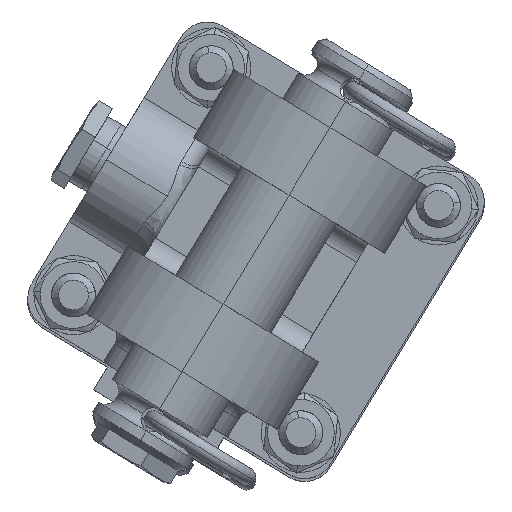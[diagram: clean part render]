
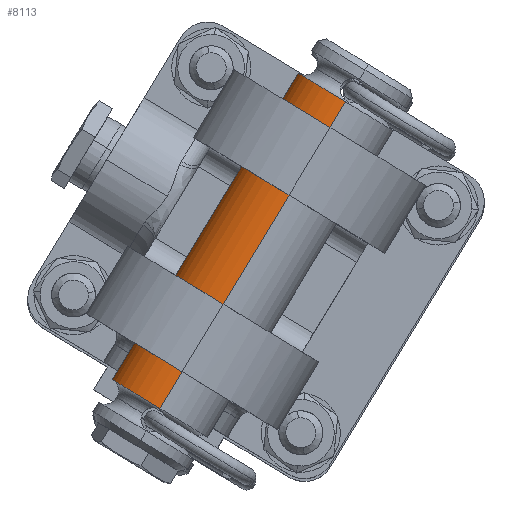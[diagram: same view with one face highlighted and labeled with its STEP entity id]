
A CAD part, top view. The second image highlights one B-rep face of the part: STEP entity #8113.
In plain terms, the highlighted cylindrical face has radius 12.65 mm (diameter 25.3 mm), a partial arc.
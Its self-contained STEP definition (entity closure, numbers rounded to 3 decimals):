
#295 = CIRCLE ( 'NONE', #6406, 12.65 ) ;
#574 = FACE_OUTER_BOUND ( 'NONE', #14743, .T. ) ;
#949 = DIRECTION ( 'NONE',  ( 1., 0., 0. ) ) ;
#1686 = CARTESIAN_POINT ( 'NONE',  ( 91.6, -12.65, 0. ) ) ;
#2693 = ORIENTED_EDGE ( 'NONE', *, *, #10653, .T. ) ;
#3195 = DIRECTION ( 'NONE',  ( 1., 0., 0. ) ) ;
#3344 = CARTESIAN_POINT ( 'NONE',  ( 10., 0., 0. ) ) ;
#3416 = CARTESIAN_POINT ( 'NONE',  ( 10., -12.65, 0. ) ) ;
#3479 = VECTOR ( 'NONE', #5572, 1000. ) ;
#3978 = LINE ( 'NONE', #14947, #14236 ) ;
#4003 = EDGE_CURVE ( 'NONE', #8165, #12117, #295, .T. ) ;
#4323 = CARTESIAN_POINT ( 'NONE',  ( 91.6, 12.65, 0. ) ) ;
#4537 = EDGE_CURVE ( 'NONE', #8165, #9975, #3978, .T. ) ;
#4812 = CARTESIAN_POINT ( 'NONE',  ( 91.6, 0., 0. ) ) ;
#5015 = ORIENTED_EDGE ( 'NONE', *, *, #4537, .F. ) ;
#5075 = VERTEX_POINT ( 'NONE', #4323 ) ;
#5269 = AXIS2_PLACEMENT_3D ( 'NONE', #5721, #949, #10380 ) ;
#5292 = EDGE_CURVE ( 'NONE', #9975, #5075, #11632, .T. ) ;
#5572 = DIRECTION ( 'NONE',  ( 1., 0., 0. ) ) ;
#5721 = CARTESIAN_POINT ( 'NONE',  ( 10., 0., 0. ) ) ;
#5767 = ORIENTED_EDGE ( 'NONE', *, *, #5292, .F. ) ;
#6030 = AXIS2_PLACEMENT_3D ( 'NONE', #4812, #10657, #11729 ) ;
#6406 = AXIS2_PLACEMENT_3D ( 'NONE', #3344, #3195, #12572 ) ;
#6630 = DIRECTION ( 'NONE',  ( 1., 0., 0. ) ) ;
#6787 = LINE ( 'NONE', #8976, #3479 ) ;
#8113 = ADVANCED_FACE ( 'NONE', ( #574 ), #10307, .T. ) ;
#8165 = VERTEX_POINT ( 'NONE', #3416 ) ;
#8976 = CARTESIAN_POINT ( 'NONE',  ( 10., 12.65, 0. ) ) ;
#9975 = VERTEX_POINT ( 'NONE', #1686 ) ;
#10307 = CYLINDRICAL_SURFACE ( 'NONE', #5269, 12.65 ) ;
#10380 = DIRECTION ( 'NONE',  ( 0., 1., 0. ) ) ;
#10653 = EDGE_CURVE ( 'NONE', #12117, #5075, #6787, .T. ) ;
#10657 = DIRECTION ( 'NONE',  ( 1., 0., 0. ) ) ;
#10850 = CARTESIAN_POINT ( 'NONE',  ( 10., 12.65, 0. ) ) ;
#11632 = CIRCLE ( 'NONE', #6030, 12.65 ) ;
#11729 = DIRECTION ( 'NONE',  ( 0., 1., 0. ) ) ;
#12117 = VERTEX_POINT ( 'NONE', #10850 ) ;
#12572 = DIRECTION ( 'NONE',  ( 0., 1., 0. ) ) ;
#14236 = VECTOR ( 'NONE', #6630, 1000. ) ;
#14743 = EDGE_LOOP ( 'NONE', ( #5015, #15168, #2693, #5767 ) ) ;
#14947 = CARTESIAN_POINT ( 'NONE',  ( 10., -12.65, 0. ) ) ;
#15168 = ORIENTED_EDGE ( 'NONE', *, *, #4003, .T. ) ;
